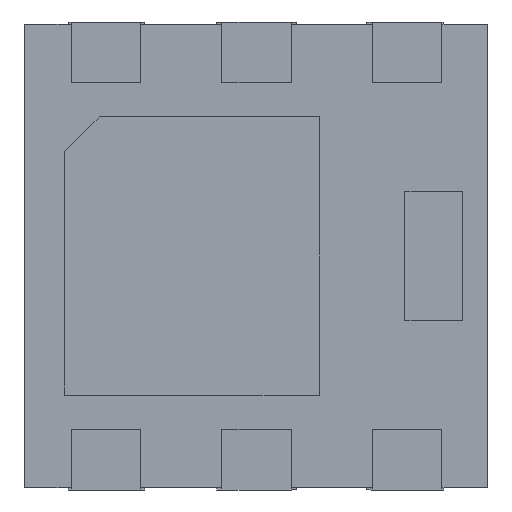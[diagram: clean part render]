
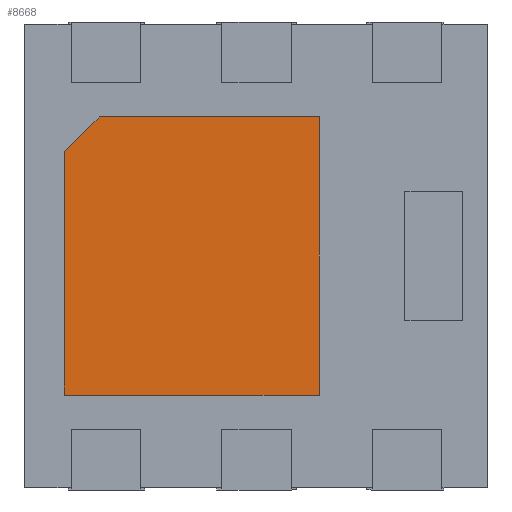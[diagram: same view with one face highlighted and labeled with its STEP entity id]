
A CAD part, front view. The second image highlights one B-rep face of the part: STEP entity #8668.
In plain terms, the highlighted face is planar.
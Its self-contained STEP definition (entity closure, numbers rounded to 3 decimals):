
#18 = DIRECTION ( 'NONE',  ( 0., 0., 1. ) ) ;
#336 = CARTESIAN_POINT ( 'NONE',  ( 0.273, -0.6, 0. ) ) ;
#384 = ORIENTED_EDGE ( 'NONE', *, *, #8124, .T. ) ;
#425 = DIRECTION ( 'NONE',  ( -0.707, 0.707, 0. ) ) ;
#470 = CARTESIAN_POINT ( 'NONE',  ( 0.273, 0.6, 0. ) ) ;
#692 = EDGE_CURVE ( 'NONE', #8385, #1379, #3224, .T. ) ;
#1088 = VECTOR ( 'NONE', #5113, 1000. ) ;
#1114 = EDGE_CURVE ( 'NONE', #3901, #2718, #5280, .T. ) ;
#1222 = DIRECTION ( 'NONE',  ( 1., 0., 0. ) ) ;
#1379 = VERTEX_POINT ( 'NONE', #2949 ) ;
#1960 = FACE_OUTER_BOUND ( 'NONE', #5201, .T. ) ;
#2377 = VECTOR ( 'NONE', #1222, 1000. ) ;
#2718 = VERTEX_POINT ( 'NONE', #5604 ) ;
#2804 = CARTESIAN_POINT ( 'NONE',  ( -1., 1.01, 0. ) ) ;
#2914 = EDGE_CURVE ( 'NONE', #1379, #5091, #6692, .T. ) ;
#2938 = VECTOR ( 'NONE', #3735, 1000. ) ;
#2949 = CARTESIAN_POINT ( 'NONE',  ( -0.827, -0.45, 0. ) ) ;
#2980 = ORIENTED_EDGE ( 'NONE', *, *, #1114, .T. ) ;
#3224 = LINE ( 'NONE', #3778, #6923 ) ;
#3718 = ORIENTED_EDGE ( 'NONE', *, *, #2914, .T. ) ;
#3735 = DIRECTION ( 'NONE',  ( -1., 0., 0. ) ) ;
#3778 = CARTESIAN_POINT ( 'NONE',  ( -0.677, -0.6, 0. ) ) ;
#3901 = VERTEX_POINT ( 'NONE', #5986 ) ;
#4326 = VECTOR ( 'NONE', #7505, 1000. ) ;
#5077 = ORIENTED_EDGE ( 'NONE', *, *, #5617, .T. ) ;
#5091 = VERTEX_POINT ( 'NONE', #5797 ) ;
#5113 = DIRECTION ( 'NONE',  ( 0., -1., 0. ) ) ;
#5201 = EDGE_LOOP ( 'NONE', ( #384, #5825, #3718, #5077, #2980 ) ) ;
#5280 = LINE ( 'NONE', #8595, #1088 ) ;
#5553 = PLANE ( 'NONE',  #6643 ) ;
#5604 = CARTESIAN_POINT ( 'NONE',  ( 0.273, -0.6, 0. ) ) ;
#5617 = EDGE_CURVE ( 'NONE', #5091, #3901, #7219, .T. ) ;
#5781 = LINE ( 'NONE', #336, #2938 ) ;
#5797 = CARTESIAN_POINT ( 'NONE',  ( -0.827, 0.6, 0. ) ) ;
#5825 = ORIENTED_EDGE ( 'NONE', *, *, #692, .T. ) ;
#5986 = CARTESIAN_POINT ( 'NONE',  ( 0.273, 0.6, 0. ) ) ;
#6268 = DIRECTION ( 'NONE',  ( 0., -1., 0. ) ) ;
#6365 = CARTESIAN_POINT ( 'NONE',  ( -0.677, -0.6, 0. ) ) ;
#6643 = AXIS2_PLACEMENT_3D ( 'NONE', #2804, #18, #6268 ) ;
#6692 = LINE ( 'NONE', #6839, #4326 ) ;
#6839 = CARTESIAN_POINT ( 'NONE',  ( -0.827, 0.6, 0. ) ) ;
#6923 = VECTOR ( 'NONE', #425, 1000. ) ;
#7219 = LINE ( 'NONE', #470, #2377 ) ;
#7505 = DIRECTION ( 'NONE',  ( 0., 1., 0. ) ) ;
#8124 = EDGE_CURVE ( 'NONE', #2718, #8385, #5781, .T. ) ;
#8385 = VERTEX_POINT ( 'NONE', #6365 ) ;
#8595 = CARTESIAN_POINT ( 'NONE',  ( 0.273, -0.6, 0. ) ) ;
#8668 = ADVANCED_FACE ( 'NONE', ( #1960 ), #5553, .F. ) ;
